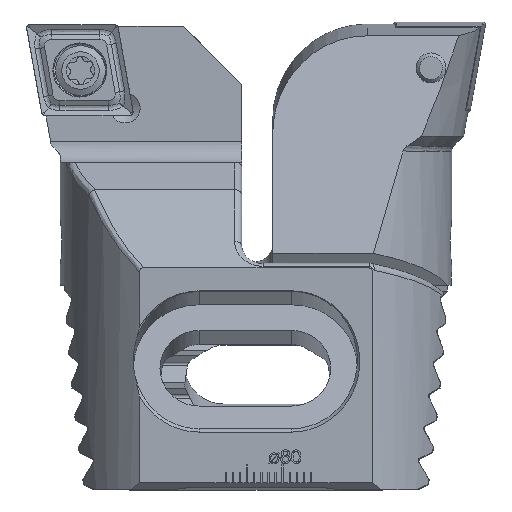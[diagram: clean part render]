
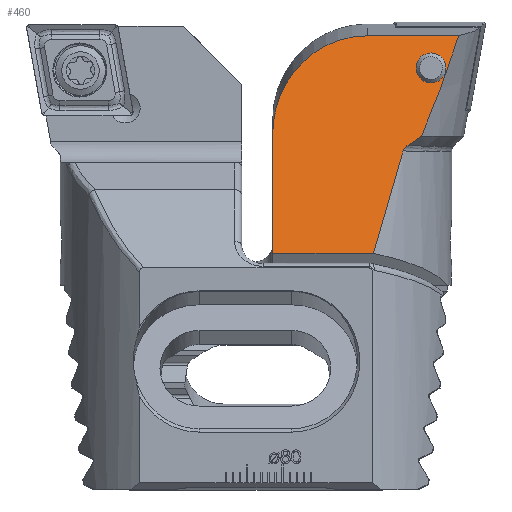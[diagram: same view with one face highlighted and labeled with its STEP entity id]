
A CAD part, top view. The second image highlights one B-rep face of the part: STEP entity #460.
In plain terms, the highlighted face is planar.
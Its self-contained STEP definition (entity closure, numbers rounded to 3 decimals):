
#95 = FACE_OUTER_BOUND ( 'NONE', #5100, .T. ) ;
#460 = ADVANCED_FACE ( 'NONE', ( #3501, #95 ), #12240, .F. ) ;
#557 = EDGE_CURVE ( 'NONE', #13781, #16608, #7756, .T. ) ;
#611 = VERTEX_POINT ( 'NONE', #15250 ) ;
#809 = EDGE_CURVE ( 'NONE', #15031, #7685, #12564, .T. ) ;
#1227 = ORIENTED_EDGE ( 'NONE', *, *, #12931, .T. ) ;
#1418 = CARTESIAN_POINT ( 'NONE',  ( 16.6, -1.957, -13.795 ) ) ;
#1868 = EDGE_CURVE ( 'NONE', #7726, #11408, #10509, .T. ) ;
#1900 = DIRECTION ( 'NONE',  ( -1., 0., 0. ) ) ;
#1968 = CARTESIAN_POINT ( 'NONE',  ( 7.185, -11.851, -16.446 ) ) ;
#2145 = CARTESIAN_POINT ( 'NONE',  ( 11.277, -17.643, -17.998 ) ) ;
#2182 = EDGE_LOOP ( 'NONE', ( #6615 ) ) ;
#2398 = VECTOR ( 'NONE', #13237, 1000. ) ;
#2668 = EDGE_CURVE ( 'NONE', #16608, #7726, #11711, .T. ) ;
#2997 =( BOUNDED_CURVE ( )  B_SPLINE_CURVE ( 3, ( #16047, #1968, #12014, #6870 ),
 .UNSPECIFIED., .F., .T. ) 
 B_SPLINE_CURVE_WITH_KNOTS ( ( 4, 4 ),
 ( 3.586, 3.696 ),
 .UNSPECIFIED. ) 
 CURVE ( )  GEOMETRIC_REPRESENTATION_ITEM ( )  RATIONAL_B_SPLINE_CURVE ( ( 1., 0.999, 0.999, 1. ) ) 
 REPRESENTATION_ITEM ( '' )  );
#3006 = CARTESIAN_POINT ( 'NONE',  ( 65., -32.579, -22. ) ) ;
#3472 = CARTESIAN_POINT ( 'NONE',  ( 11.469, -17.88, -18.061 ) ) ;
#3501 = FACE_BOUND ( 'NONE', #2182, .T. ) ;
#3550 = CARTESIAN_POINT ( 'NONE',  ( 7.644, -4.379, -14.444 ) ) ;
#3819 = ORIENTED_EDGE ( 'NONE', *, *, #2668, .T. ) ;
#4032 = CARTESIAN_POINT ( 'NONE',  ( 29.9, -7.696, -15.333 ) ) ;
#4286 = ORIENTED_EDGE ( 'NONE', *, *, #15243, .T. ) ;
#5005 = CARTESIAN_POINT ( 'NONE',  ( 9.655, -16.549, -17.705 ) ) ;
#5100 = EDGE_LOOP ( 'NONE', ( #9670, #4286, #9218, #1227, #7968, #3819, #5742, #12195 ) ) ;
#5455 = CARTESIAN_POINT ( 'NONE',  ( 29.9, -32.579, -22. ) ) ;
#5590 = LINE ( 'NONE', #3006, #2398 ) ;
#5742 = ORIENTED_EDGE ( 'NONE', *, *, #1868, .T. ) ;
#5886 = VECTOR ( 'NONE', #13207, 1000. ) ;
#5994 = CARTESIAN_POINT ( 'NONE',  ( 11.544, -18.015, -18.098 ) ) ;
#6091 = CARTESIAN_POINT ( 'NONE',  ( 65., -1.957, -13.795 ) ) ;
#6172 = CARTESIAN_POINT ( 'NONE',  ( 7.644, -4.379, -14.444 ) ) ;
#6256 = CARTESIAN_POINT ( 'NONE',  ( 11.579, -18.164, -18.138 ) ) ;
#6275 = CARTESIAN_POINT ( 'NONE',  ( 8.976, -16.083, -17.58 ) ) ;
#6288 = CARTESIAN_POINT ( 'NONE',  ( 15.75, -32.579, -22. ) ) ;
#6615 = ORIENTED_EDGE ( 'NONE', *, *, #7893, .T. ) ;
#6870 = CARTESIAN_POINT ( 'NONE',  ( 3.756, -1.957, -13.795 ) ) ;
#7182 = CARTESIAN_POINT ( 'NONE',  ( 11.03, -17.457, -17.948 ) ) ;
#7271 = CARTESIAN_POINT ( 'NONE',  ( 15.75, -32.579, -22. ) ) ;
#7413 = CARTESIAN_POINT ( 'NONE',  ( 7.644, -8.579, -15.569 ) ) ;
#7467 = CARTESIAN_POINT ( 'NONE',  ( 3.444, -8.579, -15.569 ) ) ;
#7685 = VERTEX_POINT ( 'NONE', #11765 ) ;
#7726 = VERTEX_POINT ( 'NONE', #12380 ) ;
#7756 =( BOUNDED_CURVE ( )  B_SPLINE_CURVE ( 3, ( #7271, #8776, #13917, #6256 ),
 .UNSPECIFIED., .F., .F. ) 
 B_SPLINE_CURVE_WITH_KNOTS ( ( 4, 4 ),
 ( 3.785, 3.992 ),
 .UNSPECIFIED. ) 
 CURVE ( )  GEOMETRIC_REPRESENTATION_ITEM ( )  RATIONAL_B_SPLINE_CURVE ( ( 1., 0.996, 0.996, 1. ) ) 
 REPRESENTATION_ITEM ( '' )  );
#7893 = EDGE_CURVE ( 'NONE', #11183, #11183, #15644, .T. ) ;
#7968 = ORIENTED_EDGE ( 'NONE', *, *, #557, .T. ) ;
#8060 = CARTESIAN_POINT ( 'NONE',  ( 8.976, -16.083, -17.58 ) ) ;
#8776 = CARTESIAN_POINT ( 'NONE',  ( 14.229, -28.321, -20.859 ) ) ;
#8850 = CARTESIAN_POINT ( 'NONE',  ( 11.844, -8.579, -15.569 ) ) ;
#9218 = ORIENTED_EDGE ( 'NONE', *, *, #9720, .F. ) ;
#9670 = ORIENTED_EDGE ( 'NONE', *, *, #809, .F. ) ;
#9707 = VECTOR ( 'NONE', #1900, 1000. ) ;
#9720 = EDGE_CURVE ( 'NONE', #611, #15879, #13139, .T. ) ;
#10374 = CARTESIAN_POINT ( 'NONE',  ( 29.9, -15.813, -17.508 ) ) ;
#10509 = B_SPLINE_CURVE_WITH_KNOTS ( 'NONE', 3,
 ( #16352, #12599, #5005, #6275 ),
 .UNSPECIFIED., .F., .F.,
 ( 4, 4 ),
 ( 0.001, 0.003 ),
 .UNSPECIFIED. ) ;
#11183 = VERTEX_POINT ( 'NONE', #12903 ) ;
#11408 = VERTEX_POINT ( 'NONE', #8060 ) ;
#11711 = B_SPLINE_CURVE_WITH_KNOTS ( 'NONE', 3,
 ( #16175, #5994, #3472, #2145, #13771, #7182 ),
 .UNSPECIFIED., .F., .F.,
 ( 4, 2, 4 ),
 ( 0., 0., 0.001 ),
 .UNSPECIFIED. ) ;
#11742 = CARTESIAN_POINT ( 'NONE',  ( 24.391, -1.957, -13.795 ) ) ;
#11765 = CARTESIAN_POINT ( 'NONE',  ( 3.756, -1.957, -13.795 ) ) ;
#12014 = CARTESIAN_POINT ( 'NONE',  ( 5.443, -7.138, -15.183 ) ) ;
#12195 = ORIENTED_EDGE ( 'NONE', *, *, #14253, .T. ) ;
#12240 = PLANE ( 'NONE',  #13019 ) ;
#12306 = CARTESIAN_POINT ( 'NONE',  ( 16.6, -1.957, -13.795 ) ) ;
#12380 = CARTESIAN_POINT ( 'NONE',  ( 11.03, -17.457, -17.948 ) ) ;
#12547 = CARTESIAN_POINT ( 'NONE',  ( 11.844, -4.379, -14.444 ) ) ;
#12564 = LINE ( 'NONE', #13434, #9707 ) ;
#12599 = CARTESIAN_POINT ( 'NONE',  ( 10.339, -17.008, -17.828 ) ) ;
#12801 = CARTESIAN_POINT ( 'NONE',  ( 11.579, -18.164, -18.138 ) ) ;
#12903 = CARTESIAN_POINT ( 'NONE',  ( 7.644, -4.379, -14.444 ) ) ;
#12931 = EDGE_CURVE ( 'NONE', #611, #13781, #5590, .T. ) ;
#13019 = AXIS2_PLACEMENT_3D ( 'NONE', #6091, #16331, #13629 ) ;
#13139 = LINE ( 'NONE', #5455, #5886 ) ;
#13207 = DIRECTION ( 'NONE',  ( 0., 0.966, 0.259 ) ) ;
#13237 = DIRECTION ( 'NONE',  ( -1., 0., 0. ) ) ;
#13434 = CARTESIAN_POINT ( 'NONE',  ( 65., -1.957, -13.795 ) ) ;
#13629 = DIRECTION ( 'NONE',  ( 0., -0.966, -0.259 ) ) ;
#13771 = CARTESIAN_POINT ( 'NONE',  ( 11.16, -17.542, -17.971 ) ) ;
#13781 = VERTEX_POINT ( 'NONE', #6288 ) ;
#13840 = CARTESIAN_POINT ( 'NONE',  ( 3.444, -4.379, -14.444 ) ) ;
#13917 = CARTESIAN_POINT ( 'NONE',  ( 12.834, -23.499, -19.567 ) ) ;
#14253 = EDGE_CURVE ( 'NONE', #11408, #7685, #2997, .T. ) ;
#15031 = VERTEX_POINT ( 'NONE', #12306 ) ;
#15243 = EDGE_CURVE ( 'NONE', #15031, #15879, #15562, .T. ) ;
#15250 = CARTESIAN_POINT ( 'NONE',  ( 29.9, -32.579, -22. ) ) ;
#15562 =( BOUNDED_CURVE ( )  B_SPLINE_CURVE ( 3, ( #1418, #11742, #4032, #10374 ),
 .UNSPECIFIED., .F., .F. ) 
 B_SPLINE_CURVE_WITH_KNOTS ( ( 4, 4 ),
 ( 3.142, 4.712 ),
 .UNSPECIFIED. ) 
 CURVE ( )  GEOMETRIC_REPRESENTATION_ITEM ( )  RATIONAL_B_SPLINE_CURVE ( ( 1., 0.805, 0.805, 1. ) ) 
 REPRESENTATION_ITEM ( '' )  );
#15644 =( BOUNDED_CURVE ( )  B_SPLINE_CURVE ( 3, ( #6172, #13840, #7467, #7413, #8850, #12547, #3550 ),
 .UNSPECIFIED., .T., .F. ) 
 B_SPLINE_CURVE_WITH_KNOTS ( ( 4, 3, 4 ),
 ( 0., 3.142, 6.283 ),
 .UNSPECIFIED. ) 
 CURVE ( )  GEOMETRIC_REPRESENTATION_ITEM ( )  RATIONAL_B_SPLINE_CURVE ( ( 1., 0.333, 0.333, 1., 0.333, 0.333, 1. ) ) 
 REPRESENTATION_ITEM ( '' )  );
#15879 = VERTEX_POINT ( 'NONE', #16029 ) ;
#16029 = CARTESIAN_POINT ( 'NONE',  ( 29.9, -15.813, -17.508 ) ) ;
#16047 = CARTESIAN_POINT ( 'NONE',  ( 8.976, -16.083, -17.58 ) ) ;
#16175 = CARTESIAN_POINT ( 'NONE',  ( 11.579, -18.164, -18.138 ) ) ;
#16331 = DIRECTION ( 'NONE',  ( 0., -0.259, 0.966 ) ) ;
#16352 = CARTESIAN_POINT ( 'NONE',  ( 11.03, -17.457, -17.948 ) ) ;
#16608 = VERTEX_POINT ( 'NONE', #12801 ) ;
